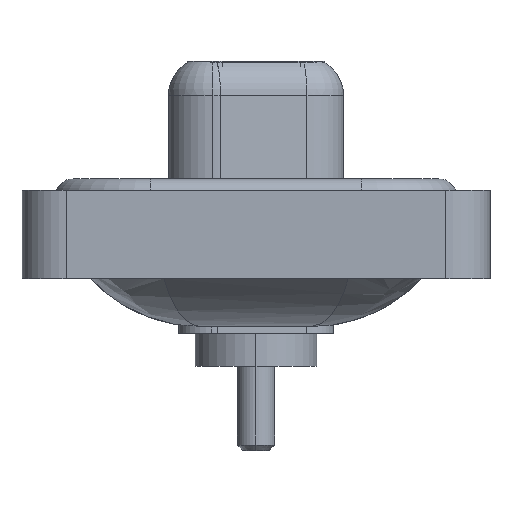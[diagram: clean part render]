
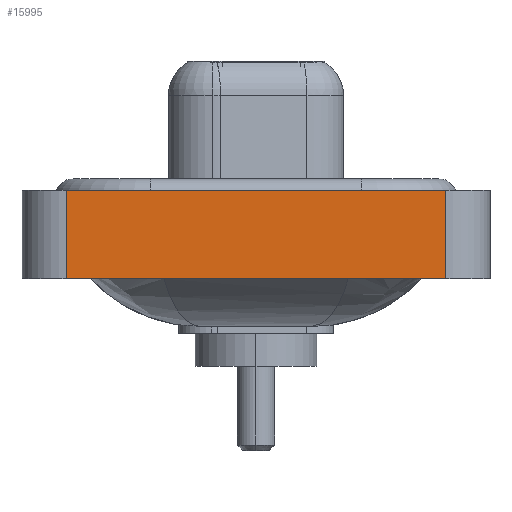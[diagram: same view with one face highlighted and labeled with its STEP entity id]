
A CAD part, left-side view. The second image highlights one B-rep face of the part: STEP entity #15995.
In plain terms, the highlighted planar face has unit normal (-1, 0, 0).
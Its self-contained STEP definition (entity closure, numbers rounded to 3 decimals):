
#432 = EDGE_LOOP ( 'NONE', ( #4189, #9582, #5426, #9765 ) ) ;
#799 = PLANE ( 'NONE',  #13738 ) ;
#1008 = CARTESIAN_POINT ( 'NONE',  ( -7.35, -8.55, 0.4 ) ) ;
#1133 = CARTESIAN_POINT ( 'NONE',  ( -7.35, -8.55, 0.4 ) ) ;
#1215 = LINE ( 'NONE', #16327, #1482 ) ;
#1303 = DIRECTION ( 'NONE',  ( 0., -1., 0. ) ) ;
#1482 = VECTOR ( 'NONE', #5017, 1000. ) ;
#1870 = DIRECTION ( 'NONE',  ( 0., 0., 1. ) ) ;
#3282 = CARTESIAN_POINT ( 'NONE',  ( -7.35, -8.55, -3.6 ) ) ;
#3447 = VECTOR ( 'NONE', #1303, 1000. ) ;
#3639 = EDGE_CURVE ( 'NONE', #3892, #12334, #1215, .T. ) ;
#3892 = VERTEX_POINT ( 'NONE', #13724 ) ;
#4005 = CARTESIAN_POINT ( 'NONE',  ( -7.35, 8.55, 0.4 ) ) ;
#4071 = LINE ( 'NONE', #5386, #10126 ) ;
#4189 = ORIENTED_EDGE ( 'NONE', *, *, #4805, .T. ) ;
#4805 = EDGE_CURVE ( 'NONE', #8204, #12479, #4071, .T. ) ;
#5017 = DIRECTION ( 'NONE',  ( 0., 0., 1. ) ) ;
#5386 = CARTESIAN_POINT ( 'NONE',  ( -7.35, -8.55, -3.6 ) ) ;
#5426 = ORIENTED_EDGE ( 'NONE', *, *, #3639, .F. ) ;
#6262 = LINE ( 'NONE', #1133, #8176 ) ;
#7582 = LINE ( 'NONE', #12617, #3447 ) ;
#7794 = CARTESIAN_POINT ( 'NONE',  ( -7.35, -8.55, -3.6 ) ) ;
#8176 = VECTOR ( 'NONE', #11117, 1000. ) ;
#8204 = VERTEX_POINT ( 'NONE', #7794 ) ;
#9092 = DIRECTION ( 'NONE',  ( 0., 0., 1. ) ) ;
#9582 = ORIENTED_EDGE ( 'NONE', *, *, #13674, .F. ) ;
#9765 = ORIENTED_EDGE ( 'NONE', *, *, #14167, .T. ) ;
#10126 = VECTOR ( 'NONE', #9092, 1000. ) ;
#11117 = DIRECTION ( 'NONE',  ( 0., -1., 0. ) ) ;
#12334 = VERTEX_POINT ( 'NONE', #4005 ) ;
#12479 = VERTEX_POINT ( 'NONE', #1008 ) ;
#12617 = CARTESIAN_POINT ( 'NONE',  ( -7.35, -8.55, -3.6 ) ) ;
#13514 = DIRECTION ( 'NONE',  ( -1., 0., 0. ) ) ;
#13674 = EDGE_CURVE ( 'NONE', #12334, #12479, #6262, .T. ) ;
#13724 = CARTESIAN_POINT ( 'NONE',  ( -7.35, 8.55, -3.6 ) ) ;
#13738 = AXIS2_PLACEMENT_3D ( 'NONE', #3282, #13514, #1870 ) ;
#14167 = EDGE_CURVE ( 'NONE', #3892, #8204, #7582, .T. ) ;
#15826 = FACE_OUTER_BOUND ( 'NONE', #432, .T. ) ;
#15995 = ADVANCED_FACE ( 'NONE', ( #15826 ), #799, .T. ) ;
#16327 = CARTESIAN_POINT ( 'NONE',  ( -7.35, 8.55, -3.6 ) ) ;
